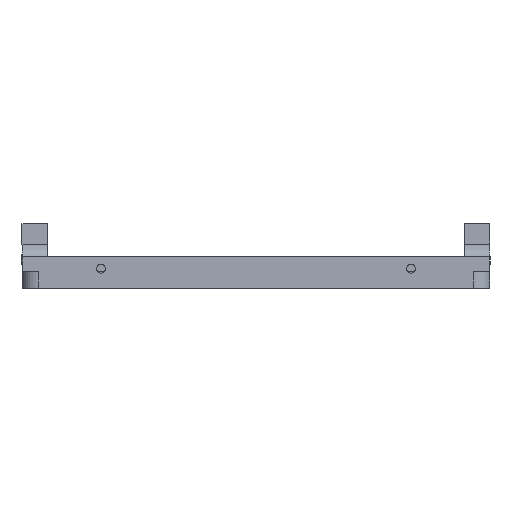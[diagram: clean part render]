
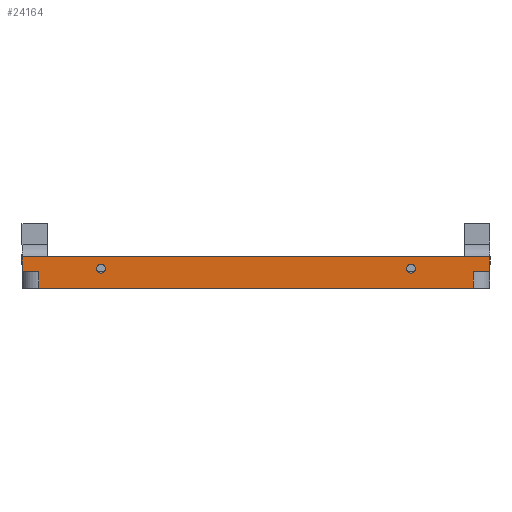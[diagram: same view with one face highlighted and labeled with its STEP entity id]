
A CAD part, front view. The second image highlights one B-rep face of the part: STEP entity #24164.
In plain terms, the highlighted planar face has unit normal (0, -1, 0).
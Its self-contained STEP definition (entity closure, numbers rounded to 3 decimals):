
#34 = DIRECTION ( 'NONE',  ( 0., 0., -1. ) ) ;
#61 = LINE ( 'NONE', #9648, #3693 ) ;
#228 = CARTESIAN_POINT ( 'NONE',  ( 27.5, -107., 0.5 ) ) ;
#328 = DIRECTION ( 'NONE',  ( 0., 0., 1. ) ) ;
#383 = PLANE ( 'NONE',  #13831 ) ;
#538 = VECTOR ( 'NONE', #23114, 1000. ) ;
#976 = VERTEX_POINT ( 'NONE', #8536 ) ;
#1007 = EDGE_CURVE ( 'NONE', #22779, #18512, #6834, .T. ) ;
#1092 = EDGE_CURVE ( 'NONE', #7751, #20045, #24897, .T. ) ;
#1130 = CARTESIAN_POINT ( 'NONE',  ( 38.5, -107., 0. ) ) ;
#1300 = CARTESIAN_POINT ( 'NONE',  ( -38.5, -107., -3. ) ) ;
#1755 = CARTESIAN_POINT ( 'NONE',  ( 38.5, -107., -3. ) ) ;
#1811 = LINE ( 'NONE', #22982, #538 ) ;
#1901 = ORIENTED_EDGE ( 'NONE', *, *, #20990, .T. ) ;
#2119 = CARTESIAN_POINT ( 'NONE',  ( -38.5, -107., -3. ) ) ;
#2638 = ORIENTED_EDGE ( 'NONE', *, *, #22894, .T. ) ;
#2807 = VECTOR ( 'NONE', #20878, 1000. ) ;
#2882 = VERTEX_POINT ( 'NONE', #1755 ) ;
#3016 = ORIENTED_EDGE ( 'NONE', *, *, #7187, .F. ) ;
#3127 = CARTESIAN_POINT ( 'NONE',  ( -27.5, -107., 0.5 ) ) ;
#3693 = VECTOR ( 'NONE', #5395, 1000. ) ;
#3895 = ORIENTED_EDGE ( 'NONE', *, *, #1092, .T. ) ;
#4044 = AXIS2_PLACEMENT_3D ( 'NONE', #228, #11831, #7933 ) ;
#4629 = LINE ( 'NONE', #1300, #5277 ) ;
#4708 = ORIENTED_EDGE ( 'NONE', *, *, #6954, .F. ) ;
#4885 = AXIS2_PLACEMENT_3D ( 'NONE', #20882, #5037, #18868 ) ;
#4980 = CARTESIAN_POINT ( 'NONE',  ( 27.5, -107., 1.3 ) ) ;
#5037 = DIRECTION ( 'NONE',  ( 0., -1., 0. ) ) ;
#5277 = VECTOR ( 'NONE', #12675, 1000. ) ;
#5395 = DIRECTION ( 'NONE',  ( -1., 0., 0. ) ) ;
#6663 = VERTEX_POINT ( 'NONE', #1130 ) ;
#6687 = FACE_OUTER_BOUND ( 'NONE', #12886, .T. ) ;
#6707 = CARTESIAN_POINT ( 'NONE',  ( -38.5, -107., 0. ) ) ;
#6834 = CIRCLE ( 'NONE', #24534, 0.8 ) ;
#6954 = EDGE_CURVE ( 'NONE', #23521, #976, #15757, .T. ) ;
#7087 = ORIENTED_EDGE ( 'NONE', *, *, #9942, .F. ) ;
#7187 = EDGE_CURVE ( 'NONE', #976, #23521, #20940, .T. ) ;
#7304 = CARTESIAN_POINT ( 'NONE',  ( 41.5, -107., 0. ) ) ;
#7403 = VECTOR ( 'NONE', #23576, 1000. ) ;
#7585 = DIRECTION ( 'NONE',  ( 0., -1., 0. ) ) ;
#7751 = VERTEX_POINT ( 'NONE', #14685 ) ;
#7764 = EDGE_CURVE ( 'NONE', #8838, #9550, #4629, .T. ) ;
#7893 = ORIENTED_EDGE ( 'NONE', *, *, #7764, .F. ) ;
#7933 = DIRECTION ( 'NONE',  ( 0., 0., -1. ) ) ;
#8536 = CARTESIAN_POINT ( 'NONE',  ( 27.5, -107., -0.3 ) ) ;
#8788 = VERTEX_POINT ( 'NONE', #7304 ) ;
#8838 = VERTEX_POINT ( 'NONE', #2119 ) ;
#8853 = ORIENTED_EDGE ( 'NONE', *, *, #10434, .F. ) ;
#8990 = CARTESIAN_POINT ( 'NONE',  ( 0., -107., 0. ) ) ;
#9550 = VERTEX_POINT ( 'NONE', #6707 ) ;
#9648 = CARTESIAN_POINT ( 'NONE',  ( 0., -107., 0. ) ) ;
#9789 = CARTESIAN_POINT ( 'NONE',  ( -27.5, -107., -0.3 ) ) ;
#9917 = CARTESIAN_POINT ( 'NONE',  ( 38.5, -107., -3. ) ) ;
#9942 = EDGE_CURVE ( 'NONE', #8788, #6663, #61, .T. ) ;
#10433 = EDGE_LOOP ( 'NONE', ( #22493, #12868 ) ) ;
#10434 = EDGE_CURVE ( 'NONE', #9550, #20732, #24609, .T. ) ;
#10453 = LINE ( 'NONE', #12359, #7403 ) ;
#10926 = EDGE_CURVE ( 'NONE', #2882, #8838, #10453, .T. ) ;
#11171 = CARTESIAN_POINT ( 'NONE',  ( 0., -107., 2.6 ) ) ;
#11567 = CARTESIAN_POINT ( 'NONE',  ( -41.5, -107., 0. ) ) ;
#11804 = VECTOR ( 'NONE', #18941, 1000. ) ;
#11831 = DIRECTION ( 'NONE',  ( 0., -1., 0. ) ) ;
#12359 = CARTESIAN_POINT ( 'NONE',  ( 0., -107., -3. ) ) ;
#12675 = DIRECTION ( 'NONE',  ( 0., 0., 1. ) ) ;
#12708 = DIRECTION ( 'NONE',  ( 0., -1., 0. ) ) ;
#12868 = ORIENTED_EDGE ( 'NONE', *, *, #23591, .F. ) ;
#12886 = EDGE_LOOP ( 'NONE', ( #7087, #18040, #3895, #1901, #8853, #7893, #18664, #2638 ) ) ;
#12952 = DIRECTION ( 'NONE',  ( 1., 0., 0. ) ) ;
#13133 = VECTOR ( 'NONE', #328, 1000. ) ;
#13831 = AXIS2_PLACEMENT_3D ( 'NONE', #18390, #16746, #12952 ) ;
#14603 = EDGE_LOOP ( 'NONE', ( #3016, #4708 ) ) ;
#14685 = CARTESIAN_POINT ( 'NONE',  ( 41.5, -107., 2.6 ) ) ;
#14910 = CARTESIAN_POINT ( 'NONE',  ( -27.5, -107., 0.5 ) ) ;
#15643 = FACE_BOUND ( 'NONE', #10433, .T. ) ;
#15757 = CIRCLE ( 'NONE', #4044, 0.8 ) ;
#16746 = DIRECTION ( 'NONE',  ( 0., -1., 0. ) ) ;
#17169 = CIRCLE ( 'NONE', #18232, 0.8 ) ;
#17310 = CARTESIAN_POINT ( 'NONE',  ( 41.5, -107., 2.6 ) ) ;
#17656 = FACE_BOUND ( 'NONE', #14603, .T. ) ;
#18040 = ORIENTED_EDGE ( 'NONE', *, *, #23872, .F. ) ;
#18232 = AXIS2_PLACEMENT_3D ( 'NONE', #14910, #7585, #20715 ) ;
#18390 = CARTESIAN_POINT ( 'NONE',  ( 0., -107., 2.6 ) ) ;
#18512 = VERTEX_POINT ( 'NONE', #21495 ) ;
#18664 = ORIENTED_EDGE ( 'NONE', *, *, #10926, .F. ) ;
#18868 = DIRECTION ( 'NONE',  ( 0., 0., -1. ) ) ;
#18941 = DIRECTION ( 'NONE',  ( -1., 0., 0. ) ) ;
#19421 = VECTOR ( 'NONE', #34, 1000. ) ;
#19732 = LINE ( 'NONE', #9917, #13133 ) ;
#20045 = VERTEX_POINT ( 'NONE', #23602 ) ;
#20715 = DIRECTION ( 'NONE',  ( 0., 0., -1. ) ) ;
#20732 = VERTEX_POINT ( 'NONE', #11567 ) ;
#20878 = DIRECTION ( 'NONE',  ( -1., 0., 0. ) ) ;
#20882 = CARTESIAN_POINT ( 'NONE',  ( 27.5, -107., 0.5 ) ) ;
#20940 = CIRCLE ( 'NONE', #4885, 0.8 ) ;
#20967 = LINE ( 'NONE', #17310, #19421 ) ;
#20990 = EDGE_CURVE ( 'NONE', #20045, #20732, #1811, .T. ) ;
#21495 = CARTESIAN_POINT ( 'NONE',  ( -27.5, -107., 1.3 ) ) ;
#22037 = DIRECTION ( 'NONE',  ( 0., 0., -1. ) ) ;
#22493 = ORIENTED_EDGE ( 'NONE', *, *, #1007, .F. ) ;
#22779 = VERTEX_POINT ( 'NONE', #9789 ) ;
#22894 = EDGE_CURVE ( 'NONE', #2882, #6663, #19732, .T. ) ;
#22982 = CARTESIAN_POINT ( 'NONE',  ( -41.5, -107., 2.6 ) ) ;
#23114 = DIRECTION ( 'NONE',  ( 0., 0., -1. ) ) ;
#23521 = VERTEX_POINT ( 'NONE', #4980 ) ;
#23576 = DIRECTION ( 'NONE',  ( -1., 0., 0. ) ) ;
#23591 = EDGE_CURVE ( 'NONE', #18512, #22779, #17169, .T. ) ;
#23602 = CARTESIAN_POINT ( 'NONE',  ( -41.5, -107., 2.6 ) ) ;
#23872 = EDGE_CURVE ( 'NONE', #7751, #8788, #20967, .T. ) ;
#24164 = ADVANCED_FACE ( 'NONE', ( #15643, #17656, #6687 ), #383, .T. ) ;
#24534 = AXIS2_PLACEMENT_3D ( 'NONE', #3127, #12708, #22037 ) ;
#24609 = LINE ( 'NONE', #8990, #11804 ) ;
#24897 = LINE ( 'NONE', #11171, #2807 ) ;
